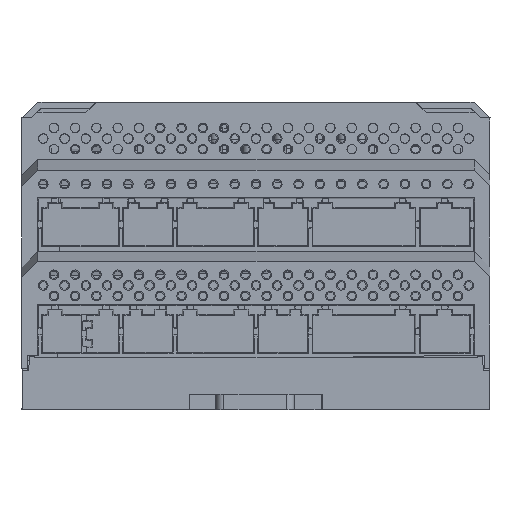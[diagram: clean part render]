
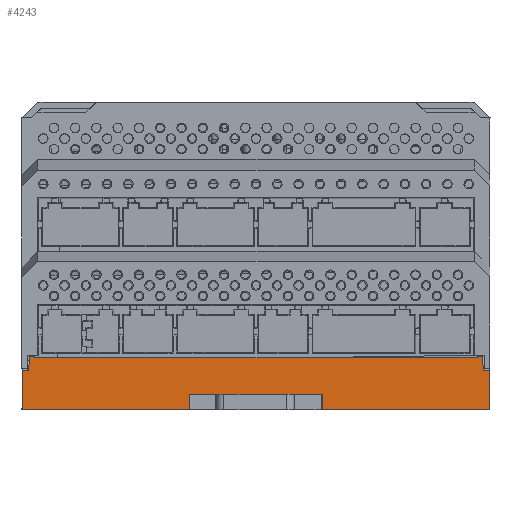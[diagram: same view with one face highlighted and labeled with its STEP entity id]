
A CAD part, front view. The second image highlights one B-rep face of the part: STEP entity #4243.
In plain terms, the highlighted planar face has unit normal (0, -1, 0).
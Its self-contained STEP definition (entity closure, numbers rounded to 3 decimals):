
#4243=ADVANCED_FACE('',(#40920),#40922,.T.);
#40920=FACE_BOUND('',#40921,.T.);
#40921=EDGE_LOOP('',(#71838,#71839,#71840,#71841,#71842,#71843,#71844,#71845,#71846,
#71847,#71848,#71849,#71850,#71851,#71852,#71853));
#40922=PLANE('',#40923);
#40923=AXIS2_PLACEMENT_3D('',#40924,#40925,#40926);
#40924=CARTESIAN_POINT('',(51.5,-55.387,-2.));
#40925=DIRECTION('',(0.,-1.,0.));
#40926=DIRECTION('',(0.,0.,1.));
#71838=ORIENTED_EDGE('',*,*,#93178,.T.);
#71839=ORIENTED_EDGE('',*,*,#93179,.F.);
#71840=ORIENTED_EDGE('',*,*,#93180,.T.);
#71841=ORIENTED_EDGE('',*,*,#93181,.T.);
#71842=ORIENTED_EDGE('',*,*,#93182,.F.);
#71843=ORIENTED_EDGE('',*,*,#93183,.T.);
#71844=ORIENTED_EDGE('',*,*,#93184,.T.);
#71845=ORIENTED_EDGE('',*,*,#93185,.T.);
#71846=ORIENTED_EDGE('',*,*,#93186,.T.);
#71847=ORIENTED_EDGE('',*,*,#93152,.T.);
#71848=ORIENTED_EDGE('',*,*,#93187,.T.);
#71849=ORIENTED_EDGE('',*,*,#92401,.T.);
#71850=ORIENTED_EDGE('',*,*,#92521,.T.);
#71851=ORIENTED_EDGE('',*,*,#92670,.F.);
#71852=ORIENTED_EDGE('',*,*,#93188,.T.);
#71853=ORIENTED_EDGE('',*,*,#93189,.T.);
#92401=EDGE_CURVE('',#103512,#103510,#103513,.T.);
#92521=EDGE_CURVE('',#103510,#103719,#103721,.T.);
#92670=EDGE_CURVE('',#103973,#103719,#103975,.T.);
#93152=EDGE_CURVE('',#104777,#104775,#104778,.T.);
#93178=EDGE_CURVE('',#104827,#104828,#104829,.T.);
#93179=EDGE_CURVE('',#104830,#104828,#104831,.T.);
#93180=EDGE_CURVE('',#104830,#104832,#104833,.T.);
#93181=EDGE_CURVE('',#104832,#104834,#104835,.T.);
#93182=EDGE_CURVE('',#104836,#104834,#104837,.T.);
#93183=EDGE_CURVE('',#104836,#104838,#104839,.T.);
#93184=EDGE_CURVE('',#104838,#104840,#104841,.T.);
#93185=EDGE_CURVE('',#104840,#104842,#104843,.T.);
#93186=EDGE_CURVE('',#104842,#104777,#104844,.T.);
#93187=EDGE_CURVE('',#104775,#103512,#104845,.T.);
#93188=EDGE_CURVE('',#103973,#104846,#104847,.T.);
#93189=EDGE_CURVE('',#104846,#104827,#104848,.T.);
#103510=VERTEX_POINT('',#122225);
#103512=VERTEX_POINT('',#122229);
#103513=LINE('',#122230,#122231);
#103719=VERTEX_POINT('',#122674);
#103721=LINE('',#122678,#122679);
#103973=VERTEX_POINT('',#123254);
#103975=LINE('',#123258,#123259);
#104775=VERTEX_POINT('',#125124);
#104777=VERTEX_POINT('',#125128);
#104778=LINE('',#125129,#125130);
#104827=VERTEX_POINT('',#125230);
#104828=VERTEX_POINT('',#125231);
#104829=LINE('',#125232,#125233);
#104830=VERTEX_POINT('',#125235);
#104831=LINE('',#125236,#125237);
#104832=VERTEX_POINT('',#125239);
#104833=LINE('',#125240,#125241);
#104834=VERTEX_POINT('',#125243);
#104835=LINE('',#125244,#125245);
#104836=VERTEX_POINT('',#125247);
#104837=LINE('',#125248,#125249);
#104838=VERTEX_POINT('',#125251);
#104839=LINE('',#125252,#125253);
#104840=VERTEX_POINT('',#125255);
#104841=LINE('',#125256,#125257);
#104842=VERTEX_POINT('',#125259);
#104843=LINE('',#125260,#125261);
#104844=LINE('',#125263,#125264);
#104845=LINE('',#125266,#125267);
#104846=VERTEX_POINT('',#125269);
#104847=LINE('',#125270,#125271);
#104848=LINE('',#125273,#125274);
#122225=CARTESIAN_POINT('',(23.134,-55.387,7.9));
#122229=CARTESIAN_POINT('',(23.136,-55.387,8.15));
#122230=CARTESIAN_POINT('',(23.136,-55.387,8.15));
#122231=VECTOR('',#122232,1.);
#122232=DIRECTION('',(-0.007,0.,-1.));
#122674=CARTESIAN_POINT('',(-60.134,-55.387,7.9));
#122678=CARTESIAN_POINT('',(23.134,-55.387,7.9));
#122679=VECTOR('',#122680,1.);
#122680=DIRECTION('',(-1.,0.,0.));
#123254=CARTESIAN_POINT('',(-60.136,-55.387,8.15));
#123258=CARTESIAN_POINT('',(-60.136,-55.387,8.15));
#123259=VECTOR('',#123260,1.);
#123260=DIRECTION('',(0.007,0.,-1.));
#125124=CARTESIAN_POINT('',(24.166,-55.387,8.15));
#125128=CARTESIAN_POINT('',(24.195,-55.387,5.399));
#125129=CARTESIAN_POINT('',(24.195,-55.387,5.399));
#125130=VECTOR('',#125131,1.);
#125131=DIRECTION('',(-0.01,0.,1.));
#125230=CARTESIAN_POINT('',(-61.195,-55.387,5.399));
#125231=CARTESIAN_POINT('',(-62.5,-55.387,5.39));
#125232=CARTESIAN_POINT('',(-61.195,-55.387,5.399));
#125233=VECTOR('',#125234,1.);
#125234=DIRECTION('',(-1.,0.,-0.007));
#125235=CARTESIAN_POINT('',(-62.5,-55.387,-2.));
#125236=CARTESIAN_POINT('',(-62.5,-55.387,-2.));
#125237=VECTOR('',#125238,1.);
#125238=DIRECTION('',(0.,0.,1.));
#125239=CARTESIAN_POINT('',(-31.05,-55.387,-2.));
#125240=CARTESIAN_POINT('',(-62.5,-55.387,-2.));
#125241=VECTOR('',#125242,1.);
#125242=DIRECTION('',(1.,0.,0.));
#125243=CARTESIAN_POINT('',(-31.05,-55.387,1.));
#125244=CARTESIAN_POINT('',(-31.05,-55.387,-2.));
#125245=VECTOR('',#125246,1.);
#125246=DIRECTION('',(0.,0.,1.));
#125247=CARTESIAN_POINT('',(-5.95,-55.387,1.));
#125248=CARTESIAN_POINT('',(-5.95,-55.387,1.));
#125249=VECTOR('',#125250,1.);
#125250=DIRECTION('',(-1.,0.,0.));
#125251=CARTESIAN_POINT('',(-5.95,-55.387,-2.));
#125252=CARTESIAN_POINT('',(-5.95,-55.387,1.));
#125253=VECTOR('',#125254,1.);
#125254=DIRECTION('',(0.,0.,-1.));
#125255=CARTESIAN_POINT('',(25.5,-55.387,-2.));
#125256=CARTESIAN_POINT('',(-5.95,-55.387,-2.));
#125257=VECTOR('',#125258,1.);
#125258=DIRECTION('',(1.,0.,0.));
#125259=CARTESIAN_POINT('',(25.5,-55.387,5.39));
#125260=CARTESIAN_POINT('',(25.5,-55.387,-2.));
#125261=VECTOR('',#125262,1.);
#125262=DIRECTION('',(0.,0.,1.));
#125263=CARTESIAN_POINT('',(25.5,-55.387,5.39));
#125264=VECTOR('',#125265,1.);
#125265=DIRECTION('',(-1.,0.,0.007));
#125266=CARTESIAN_POINT('',(24.166,-55.387,8.15));
#125267=VECTOR('',#125268,1.);
#125268=DIRECTION('',(-1.,0.,0.));
#125269=CARTESIAN_POINT('',(-61.166,-55.387,8.15));
#125270=CARTESIAN_POINT('',(-60.136,-55.387,8.15));
#125271=VECTOR('',#125272,1.);
#125272=DIRECTION('',(-1.,0.,0.));
#125273=CARTESIAN_POINT('',(-61.166,-55.387,8.15));
#125274=VECTOR('',#125275,1.);
#125275=DIRECTION('',(-0.01,0.,-1.));
